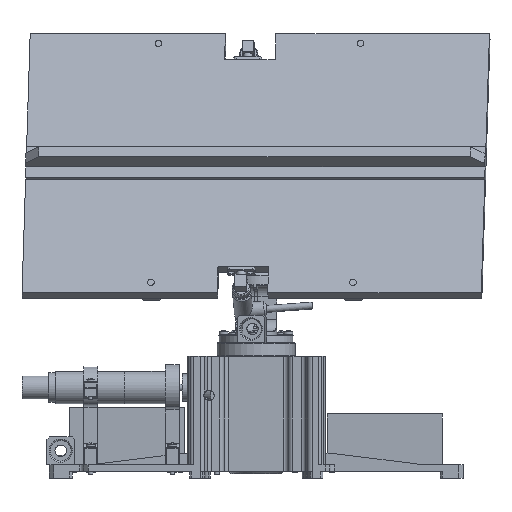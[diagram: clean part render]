
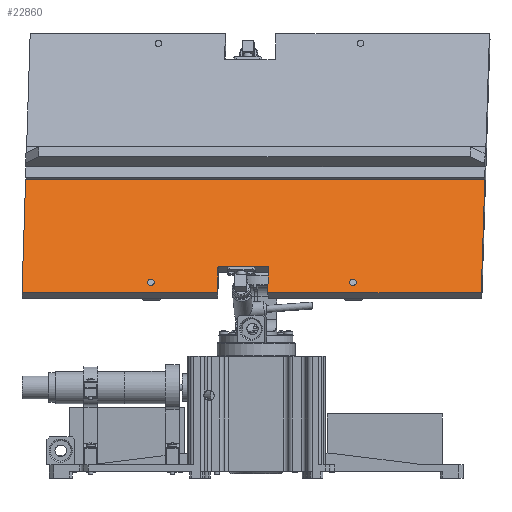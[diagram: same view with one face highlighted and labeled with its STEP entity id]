
A CAD part, front view. The second image highlights one B-rep face of the part: STEP entity #22860.
In plain terms, the highlighted face is planar.
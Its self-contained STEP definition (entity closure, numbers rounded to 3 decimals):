
#3471=FACE_OUTER_BOUND('',#4915,.T.);
#4915=EDGE_LOOP('',(#18072,#18073,#18074,#18075,#18076,#18077,#18078,#18079));
#6944=LINE('',#36897,#8792);
#6950=LINE('',#36910,#8798);
#6951=LINE('',#36912,#8799);
#6952=LINE('',#36914,#8800);
#6953=LINE('',#36916,#8801);
#6954=LINE('',#36918,#8802);
#6955=LINE('',#36920,#8803);
#6956=LINE('',#36921,#8804);
#8792=VECTOR('',#29236,85.);
#8798=VECTOR('',#29246,13.);
#8799=VECTOR('',#29247,22.);
#8800=VECTOR('',#29248,13.);
#8801=VECTOR('',#29249,93.);
#8802=VECTOR('',#29250,57.);
#8803=VECTOR('',#29251,200.);
#8804=VECTOR('',#29252,57.);
#10855=VERTEX_POINT('',#36894);
#10856=VERTEX_POINT('',#36896);
#10861=VERTEX_POINT('',#36909);
#10862=VERTEX_POINT('',#36911);
#10863=VERTEX_POINT('',#36913);
#10864=VERTEX_POINT('',#36915);
#10865=VERTEX_POINT('',#36917);
#10866=VERTEX_POINT('',#36919);
#13517=EDGE_CURVE('',#10856,#10855,#6944,.T.);
#13523=EDGE_CURVE('',#10861,#10855,#6950,.T.);
#13524=EDGE_CURVE('',#10862,#10861,#6951,.T.);
#13525=EDGE_CURVE('',#10863,#10862,#6952,.T.);
#13526=EDGE_CURVE('',#10863,#10864,#6953,.T.);
#13527=EDGE_CURVE('',#10864,#10865,#6954,.T.);
#13528=EDGE_CURVE('',#10865,#10866,#6955,.T.);
#13529=EDGE_CURVE('',#10866,#10856,#6956,.T.);
#18072=ORIENTED_EDGE('',*,*,#13523,.F.);
#18073=ORIENTED_EDGE('',*,*,#13524,.F.);
#18074=ORIENTED_EDGE('',*,*,#13525,.F.);
#18075=ORIENTED_EDGE('',*,*,#13526,.T.);
#18076=ORIENTED_EDGE('',*,*,#13527,.T.);
#18077=ORIENTED_EDGE('',*,*,#13528,.T.);
#18078=ORIENTED_EDGE('',*,*,#13529,.T.);
#18079=ORIENTED_EDGE('',*,*,#13517,.T.);
#21896=PLANE('',#24710);
#22860=ADVANCED_FACE('',(#3471),#21896,.T.);
#24710=AXIS2_PLACEMENT_3D('',#36908,#29244,#29245);
#29236=DIRECTION('',(1.,0.,0.));
#29244=DIRECTION('center_axis',(0.,0.,1.));
#29245=DIRECTION('ref_axis',(1.,0.,0.));
#29246=DIRECTION('',(0.,-1.,0.));
#29247=DIRECTION('',(-1.,0.,0.));
#29248=DIRECTION('',(0.,1.,0.));
#29249=DIRECTION('',(1.,0.,0.));
#29250=DIRECTION('',(0.,1.,0.));
#29251=DIRECTION('',(-1.,0.,0.));
#29252=DIRECTION('',(0.,-1.,0.));
#36894=CARTESIAN_POINT('',(-15.,-65.,2.5));
#36896=CARTESIAN_POINT('',(-100.,-65.,2.5));
#36897=CARTESIAN_POINT('',(-100.,-65.,2.5));
#36908=CARTESIAN_POINT('Origin',(0.,0.,2.5));
#36909=CARTESIAN_POINT('',(-15.,-52.,2.5));
#36910=CARTESIAN_POINT('',(-15.,-52.,2.5));
#36911=CARTESIAN_POINT('',(7.,-52.,2.5));
#36912=CARTESIAN_POINT('',(7.,-52.,2.5));
#36913=CARTESIAN_POINT('',(7.,-65.,2.5));
#36914=CARTESIAN_POINT('',(7.,-65.,2.5));
#36915=CARTESIAN_POINT('',(100.,-65.,2.5));
#36916=CARTESIAN_POINT('',(7.,-65.,2.5));
#36917=CARTESIAN_POINT('',(100.,-8.,2.5));
#36918=CARTESIAN_POINT('',(100.,-65.,2.5));
#36919=CARTESIAN_POINT('',(-100.,-8.,2.5));
#36920=CARTESIAN_POINT('',(100.,-8.,2.5));
#36921=CARTESIAN_POINT('',(-100.,-8.,2.5));
